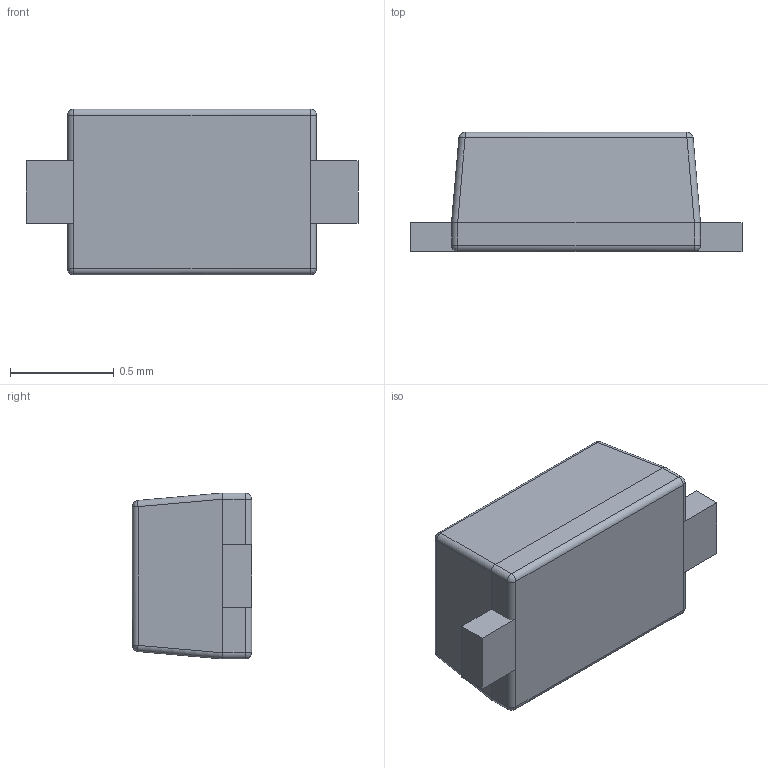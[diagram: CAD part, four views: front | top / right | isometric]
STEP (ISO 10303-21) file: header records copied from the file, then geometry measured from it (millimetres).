
FILE_DESCRIPTION(('CAx-IF Rec.Pracs.---Model Styling and Organization---1.5---2016-08-15','CAx-IF Rec.Pracs.---Geometric and Assembly Validation Properties---4.4---2016-08-17','CAx-IF Rec.Pracs.---User Defined Attributes---1.5---2016-08-15','CAx-IF Rec.Pracs.---External References---2.1---2005-01-19'),'2;1');
FILE_NAME('1192813.step','2024-10-13T19:41:32',('Unspecified'),('Unspecified'),'CAD Exchanger 3.10.2 (cadexchanger.com)','Unspecified','');
FILE_SCHEMA(('AUTOMOTIVE_DESIGN { 1 0 10303 214 1 1 1 1 }'));
Length unit declared in the file: millimetre
Products named in the file (3): Document; ��2; ��1
Assembly tree (2 placements, depth 2):
  Document
    ��2
    ��1
Bounding box: 1.6 x 0.57 x 0.8 mm (x, y, z)
Volume: 0.5 mm3; surface area: 4.5 mm2
Topology: 3 solids, 3 shells, 46 faces, 104 edges, 56 vertices
Faces by surface type: plane 22, cylinder 16, bspline 8
Entity records: 1461 total; most frequent: CARTESIAN_POINT 681, ORIENTED_EDGE 192, EDGE_CURVE 96, DIRECTION 82, B_SPLINE_CURVE_WITH_KNOTS 68, VERTEX_POINT 56, ADVANCED_FACE 46, FACE_BOUND 46
